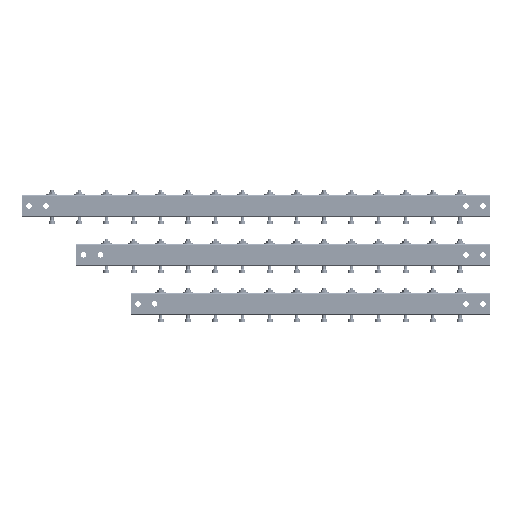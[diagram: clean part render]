
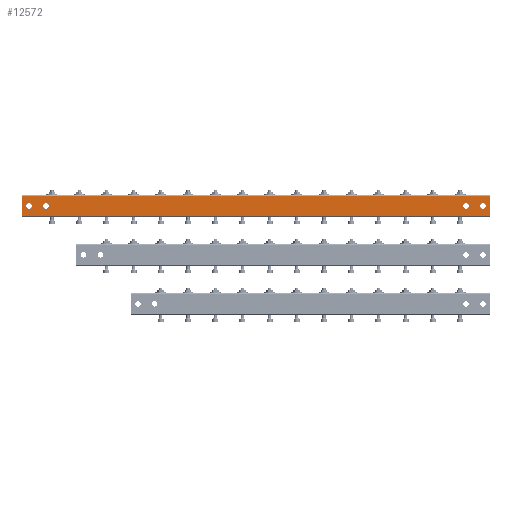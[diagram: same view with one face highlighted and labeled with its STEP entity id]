
A CAD part, top view. The second image highlights one B-rep face of the part: STEP entity #12572.
In plain terms, the highlighted face is planar.
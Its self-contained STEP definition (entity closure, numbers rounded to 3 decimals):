
#314 = DIRECTION ( 'NONE',  ( 0., -1., 0. ) ) ;
#743 = VERTEX_POINT ( 'NONE', #16677 ) ;
#983 = FACE_BOUND ( 'NONE', #9126, .T. ) ;
#1102 = CARTESIAN_POINT ( 'NONE',  ( 158.5, 10., 0. ) ) ;
#1147 = CARTESIAN_POINT ( 'NONE',  ( 0., 10., -9. ) ) ;
#1154 = DIRECTION ( 'NONE',  ( 0., -1., 0. ) ) ;
#1603 = VERTEX_POINT ( 'NONE', #7711 ) ;
#1675 = VERTEX_POINT ( 'NONE', #13695 ) ;
#1695 = CARTESIAN_POINT ( 'NONE',  ( -243., 10., 0. ) ) ;
#1807 = VERTEX_POINT ( 'NONE', #6658 ) ;
#2039 = VERTEX_POINT ( 'NONE', #23604 ) ;
#2092 = CARTESIAN_POINT ( 'NONE',  ( -265., 10., 9. ) ) ;
#2247 = CIRCLE ( 'NONE', #5969, 2.75 ) ;
#2687 = ORIENTED_EDGE ( 'NONE', *, *, #3299, .T. ) ;
#2852 = EDGE_CURVE ( 'NONE', #16084, #1603, #11724, .T. ) ;
#2939 = CARTESIAN_POINT ( 'NONE',  ( 0., 10., -9. ) ) ;
#3102 = VERTEX_POINT ( 'NONE', #15891 ) ;
#3151 = ORIENTED_EDGE ( 'NONE', *, *, #17938, .T. ) ;
#3236 = DIRECTION ( 'NONE',  ( 0., -1., 0. ) ) ;
#3299 = EDGE_CURVE ( 'NONE', #3102, #1807, #12655, .T. ) ;
#3805 = VERTEX_POINT ( 'NONE', #24123 ) ;
#5054 = CARTESIAN_POINT ( 'NONE',  ( 143., 10., 0. ) ) ;
#5159 = DIRECTION ( 'NONE',  ( -1., 0., 0. ) ) ;
#5866 = EDGE_CURVE ( 'NONE', #3805, #2039, #16537, .T. ) ;
#5969 = AXIS2_PLACEMENT_3D ( 'NONE', #1695, #15528, #13619 ) ;
#6021 = DIRECTION ( 'NONE',  ( 0., -1., 0. ) ) ;
#6044 = EDGE_LOOP ( 'NONE', ( #15091, #7472 ) ) ;
#6161 = EDGE_LOOP ( 'NONE', ( #3151, #23192 ) ) ;
#6497 = DIRECTION ( 'NONE',  ( 0., 0., 1. ) ) ;
#6562 = DIRECTION ( 'NONE',  ( 0., 0., -1. ) ) ;
#6658 = CARTESIAN_POINT ( 'NONE',  ( 143., 10., -2.75 ) ) ;
#6845 = EDGE_CURVE ( 'NONE', #23911, #743, #24275, .T. ) ;
#7193 = DIRECTION ( 'NONE',  ( 0., 0., -1. ) ) ;
#7472 = ORIENTED_EDGE ( 'NONE', *, *, #5866, .T. ) ;
#7711 = CARTESIAN_POINT ( 'NONE',  ( -258.5, 10., -2.75 ) ) ;
#7864 = CARTESIAN_POINT ( 'NONE',  ( 158.5, 10., 0. ) ) ;
#8084 = VERTEX_POINT ( 'NONE', #2092 ) ;
#8878 = CIRCLE ( 'NONE', #12544, 2.75 ) ;
#9126 = EDGE_LOOP ( 'NONE', ( #12168, #2687 ) ) ;
#9139 = LINE ( 'NONE', #1147, #21977 ) ;
#10129 = EDGE_CURVE ( 'NONE', #2039, #3805, #16681, .T. ) ;
#10253 = EDGE_CURVE ( 'NONE', #8084, #23911, #15828, .T. ) ;
#10396 = CIRCLE ( 'NONE', #20138, 2.75 ) ;
#10399 = CARTESIAN_POINT ( 'NONE',  ( 143., 10., 0. ) ) ;
#10902 = PLANE ( 'NONE',  #20613 ) ;
#11724 = CIRCLE ( 'NONE', #16991, 2.75 ) ;
#12004 = CARTESIAN_POINT ( 'NONE',  ( -258.5, 10., 0. ) ) ;
#12005 = DIRECTION ( 'NONE',  ( 1., 0., 0. ) ) ;
#12168 = ORIENTED_EDGE ( 'NONE', *, *, #18826, .T. ) ;
#12293 = ORIENTED_EDGE ( 'NONE', *, *, #17009, .T. ) ;
#12544 = AXIS2_PLACEMENT_3D ( 'NONE', #5054, #3236, #13112 ) ;
#12572 = ADVANCED_FACE ( 'NONE', ( #983, #16606, #14474, #24168, #12942 ), #10902, .T. ) ;
#12655 = CIRCLE ( 'NONE', #13883, 2.75 ) ;
#12797 = EDGE_LOOP ( 'NONE', ( #18745, #15446, #13414, #21694 ) ) ;
#12942 = FACE_OUTER_BOUND ( 'NONE', #12797, .T. ) ;
#13112 = DIRECTION ( 'NONE',  ( 0., 0., -1. ) ) ;
#13414 = ORIENTED_EDGE ( 'NONE', *, *, #10253, .T. ) ;
#13619 = DIRECTION ( 'NONE',  ( 0., 0., 1. ) ) ;
#13695 = CARTESIAN_POINT ( 'NONE',  ( -265., 10., -9. ) ) ;
#13883 = AXIS2_PLACEMENT_3D ( 'NONE', #10399, #18136, #20826 ) ;
#13937 = CARTESIAN_POINT ( 'NONE',  ( 0., 10., 9. ) ) ;
#14155 = VECTOR ( 'NONE', #7193, 1000. ) ;
#14474 = FACE_BOUND ( 'NONE', #21098, .T. ) ;
#14729 = DIRECTION ( 'NONE',  ( 0., 1., 0. ) ) ;
#14867 = DIRECTION ( 'NONE',  ( 0., 0., 1. ) ) ;
#15091 = ORIENTED_EDGE ( 'NONE', *, *, #10129, .T. ) ;
#15256 = CARTESIAN_POINT ( 'NONE',  ( -258.5, 10., 2.75 ) ) ;
#15446 = ORIENTED_EDGE ( 'NONE', *, *, #22124, .T. ) ;
#15528 = DIRECTION ( 'NONE',  ( 0., -1., 0. ) ) ;
#15698 = CARTESIAN_POINT ( 'NONE',  ( -243., 10., 0. ) ) ;
#15828 = LINE ( 'NONE', #13937, #22426 ) ;
#15891 = CARTESIAN_POINT ( 'NONE',  ( 143., 10., 2.75 ) ) ;
#15944 = DIRECTION ( 'NONE',  ( 0., 0., 1. ) ) ;
#15981 = ORIENTED_EDGE ( 'NONE', *, *, #2852, .T. ) ;
#16084 = VERTEX_POINT ( 'NONE', #15256 ) ;
#16537 = CIRCLE ( 'NONE', #20194, 2.75 ) ;
#16606 = FACE_BOUND ( 'NONE', #6044, .T. ) ;
#16635 = CARTESIAN_POINT ( 'NONE',  ( -258.5, 10., 0. ) ) ;
#16677 = CARTESIAN_POINT ( 'NONE',  ( 165., 10., -9. ) ) ;
#16681 = CIRCLE ( 'NONE', #24868, 2.75 ) ;
#16717 = DIRECTION ( 'NONE',  ( 0., -1., 0. ) ) ;
#16827 = DIRECTION ( 'NONE',  ( 0., 0., -1. ) ) ;
#16991 = AXIS2_PLACEMENT_3D ( 'NONE', #12004, #314, #15944 ) ;
#17009 = EDGE_CURVE ( 'NONE', #1603, #16084, #20584, .T. ) ;
#17938 = EDGE_CURVE ( 'NONE', #24319, #21405, #2247, .T. ) ;
#17966 = CARTESIAN_POINT ( 'NONE',  ( 165., 10., 9. ) ) ;
#18136 = DIRECTION ( 'NONE',  ( 0., -1., 0. ) ) ;
#18164 = CARTESIAN_POINT ( 'NONE',  ( -243., 10., 2.75 ) ) ;
#18745 = ORIENTED_EDGE ( 'NONE', *, *, #20161, .T. ) ;
#18826 = EDGE_CURVE ( 'NONE', #1807, #3102, #8878, .T. ) ;
#19619 = CARTESIAN_POINT ( 'NONE',  ( -265., 10., -9. ) ) ;
#20138 = AXIS2_PLACEMENT_3D ( 'NONE', #15698, #6021, #23486 ) ;
#20161 = EDGE_CURVE ( 'NONE', #743, #1675, #9139, .T. ) ;
#20183 = AXIS2_PLACEMENT_3D ( 'NONE', #16635, #1154, #14867 ) ;
#20194 = AXIS2_PLACEMENT_3D ( 'NONE', #7864, #24270, #6562 ) ;
#20584 = CIRCLE ( 'NONE', #20183, 2.75 ) ;
#20613 = AXIS2_PLACEMENT_3D ( 'NONE', #2939, #14729, #22491 ) ;
#20675 = CARTESIAN_POINT ( 'NONE',  ( 165., 10., -9. ) ) ;
#20826 = DIRECTION ( 'NONE',  ( 0., 0., -1. ) ) ;
#21098 = EDGE_LOOP ( 'NONE', ( #15981, #12293 ) ) ;
#21405 = VERTEX_POINT ( 'NONE', #22270 ) ;
#21694 = ORIENTED_EDGE ( 'NONE', *, *, #6845, .T. ) ;
#21977 = VECTOR ( 'NONE', #5159, 1000. ) ;
#22124 = EDGE_CURVE ( 'NONE', #1675, #8084, #23969, .T. ) ;
#22270 = CARTESIAN_POINT ( 'NONE',  ( -243., 10., -2.75 ) ) ;
#22426 = VECTOR ( 'NONE', #12005, 1000. ) ;
#22462 = VECTOR ( 'NONE', #6497, 1000. ) ;
#22491 = DIRECTION ( 'NONE',  ( 0., 0., 1. ) ) ;
#23192 = ORIENTED_EDGE ( 'NONE', *, *, #23788, .T. ) ;
#23486 = DIRECTION ( 'NONE',  ( 0., 0., 1. ) ) ;
#23604 = CARTESIAN_POINT ( 'NONE',  ( 158.5, 10., -2.75 ) ) ;
#23788 = EDGE_CURVE ( 'NONE', #21405, #24319, #10396, .T. ) ;
#23911 = VERTEX_POINT ( 'NONE', #17966 ) ;
#23969 = LINE ( 'NONE', #19619, #22462 ) ;
#24123 = CARTESIAN_POINT ( 'NONE',  ( 158.5, 10., 2.75 ) ) ;
#24168 = FACE_BOUND ( 'NONE', #6161, .T. ) ;
#24270 = DIRECTION ( 'NONE',  ( 0., -1., 0. ) ) ;
#24275 = LINE ( 'NONE', #20675, #14155 ) ;
#24319 = VERTEX_POINT ( 'NONE', #18164 ) ;
#24868 = AXIS2_PLACEMENT_3D ( 'NONE', #1102, #16717, #16827 ) ;
